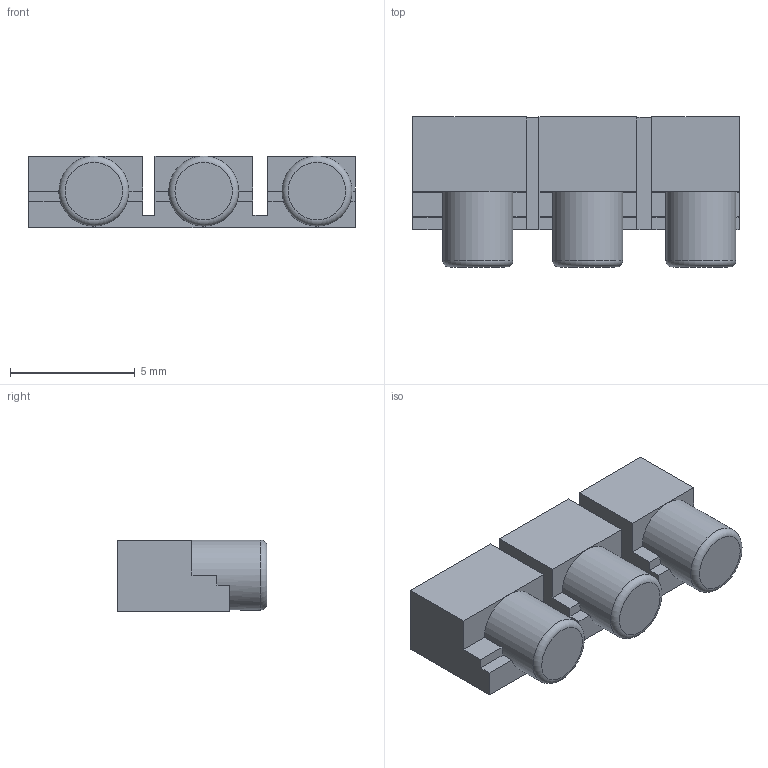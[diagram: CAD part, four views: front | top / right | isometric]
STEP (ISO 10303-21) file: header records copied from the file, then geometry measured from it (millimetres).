
FILE_DESCRIPTION(/* description */ (''),/* implementation_level */ '2;1');
FILE_NAME(/* name */ 'Wireless_Motion_Case_LED.step',/* time_stamp */ '2024-06-07T16:20:01+02:00',/* author */ (''),/* organization */ (''),/* preprocessor_version */ 'ST-DEVELOPER v20',/* originating_system */ 'Autodesk Translation Framework v13.14.0.145',/* authorisation */ '');
FILE_SCHEMA (('AUTOMOTIVE_DESIGN { 1 0 10303 214 3 1 1 }'));
Length unit declared in the file: millimetre
Products named in the file (1): Wireless_Motion
Bounding box: 13.07 x 6 x 2.87 mm (x, y, z)
Volume: 129.1 mm3; surface area: 298.9 mm2
Topology: 1 solids, 1 shells, 61 faces, 168 edges, 109 vertices
Faces by surface type: plane 55, torus 3, cylinder 3
Full cylindrical faces by diameter (mm): 2.8 x3
Entity records: 1960 total; most frequent: CARTESIAN_POINT 339, ORIENTED_EDGE 336, DIRECTION 319, EDGE_CURVE 168, LINE 141, VECTOR 141, VERTEX_POINT 109, AXIS2_PLACEMENT_3D 89
